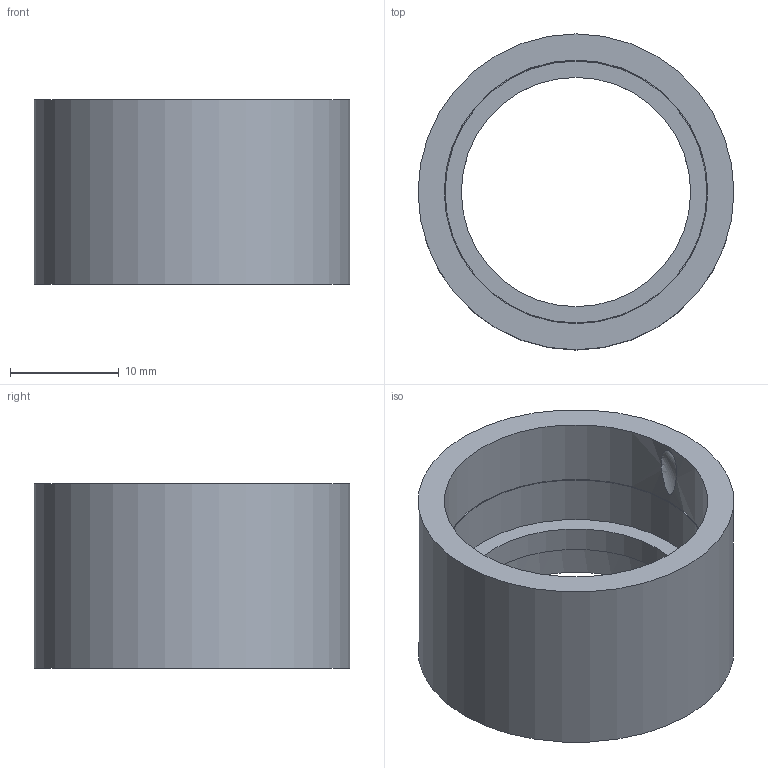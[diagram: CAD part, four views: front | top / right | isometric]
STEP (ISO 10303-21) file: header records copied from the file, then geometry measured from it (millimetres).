
FILE_DESCRIPTION(('Open CASCADE Model'),'2;1');
FILE_NAME('Open CASCADE Shape Model','2025-01-17T23:33:46',('Author'),( 'Open CASCADE'),'Open CASCADE STEP processor 7.7','Open CASCADE 7.7' ,'Unknown');
FILE_SCHEMA(('AUTOMOTIVE_DESIGN { 1 0 10303 214 1 1 1 1 }'));
Length unit declared in the file: millimetre
Products named in the file (1): Open CASCADE STEP translator 7.7 1
Bounding box: 29 x 29 x 16.9 mm (x, y, z)
Volume: 3468.1 mm3; surface area: 3556.6 mm2
Topology: 1 solids, 1 shells, 13 faces, 31 edges, 19 vertices
Faces by surface type: cylinder 5, plane 5, torus 3
Full cylindrical faces by diameter (mm): 21.05 x1, 24.05 x1, 24.2 x1, 25.05 x1, 29 x1
Entity records: 2646 total; most frequent: CARTESIAN_POINT 2025, DIRECTION 107, ORIENTED_EDGE 62, PCURVE 62, DEFINITIONAL_REPRESENTATION 62, LINE 40, VECTOR 40, EDGE_CURVE 31
